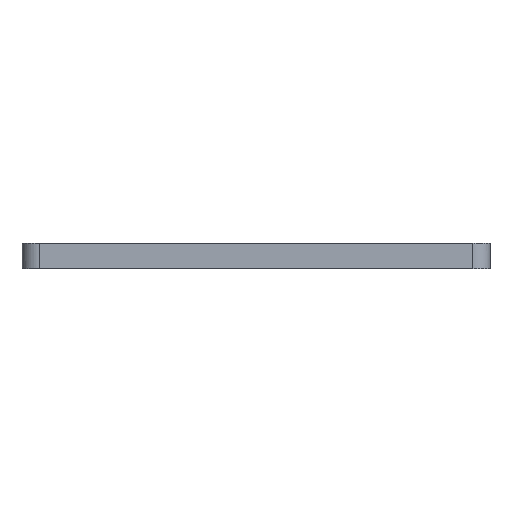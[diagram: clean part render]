
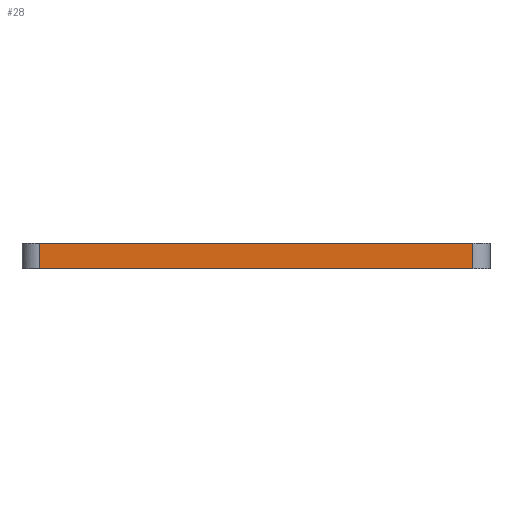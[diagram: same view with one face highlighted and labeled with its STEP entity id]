
A CAD part, front view. The second image highlights one B-rep face of the part: STEP entity #28.
In plain terms, the highlighted planar face has unit normal (0, -1, 0).
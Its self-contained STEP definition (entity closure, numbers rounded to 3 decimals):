
#28=ADVANCED_FACE('',(#80),#851,.T.);
#80=FACE_OUTER_BOUND('',#132,.T.);
#132=EDGE_LOOP('',(#200,#201,#202,#203));
#200=ORIENTED_EDGE('',*,*,#478,.T.);
#201=ORIENTED_EDGE('',*,*,#479,.T.);
#202=ORIENTED_EDGE('',*,*,#474,.F.);
#203=ORIENTED_EDGE('',*,*,#480,.T.);
#474=EDGE_CURVE('',#752,#753,#675,.T.);
#478=EDGE_CURVE('',#756,#757,#677,.T.);
#479=EDGE_CURVE('',#757,#753,#678,.T.);
#480=EDGE_CURVE('',#752,#756,#679,.T.);
#675=B_SPLINE_CURVE_WITH_KNOTS('',1,(#1293,#1294),.UNSPECIFIED.,.F.,.F.,
(2,2),(0.,3.),.UNSPECIFIED.);
#677=B_SPLINE_CURVE_WITH_KNOTS('',1,(#1303,#1304),.UNSPECIFIED.,.F.,.F.,
(2,2),(0.,3.),.UNSPECIFIED.);
#678=B_SPLINE_CURVE_WITH_KNOTS('',1,(#1305,#1306),.UNSPECIFIED.,.F.,.F.,
(2,2),(0.,50.102),.UNSPECIFIED.);
#679=B_SPLINE_CURVE_WITH_KNOTS('',1,(#1307,#1308),.UNSPECIFIED.,.F.,.F.,
(2,2),(0.,50.102),.UNSPECIFIED.);
#752=VERTEX_POINT('',#1203);
#753=VERTEX_POINT('',#1204);
#756=VERTEX_POINT('',#1207);
#757=VERTEX_POINT('',#1208);
#851=PLANE('',#983);
#983=AXIS2_PLACEMENT_3D('',#1075,#1029,$);
#1029=DIRECTION('',(0.,-1.,0.));
#1075=CARTESIAN_POINT('',(-31.586,-10.747,16.5));
#1203=CARTESIAN_POINT('',(-26.575,-10.747,13.2));
#1204=CARTESIAN_POINT('',(-26.575,-10.747,16.2));
#1207=CARTESIAN_POINT('',(23.527,-10.747,13.2));
#1208=CARTESIAN_POINT('',(23.527,-10.747,16.2));
#1293=CARTESIAN_POINT('',(-26.575,-10.747,13.2));
#1294=CARTESIAN_POINT('',(-26.575,-10.747,16.2));
#1303=CARTESIAN_POINT('',(23.527,-10.747,13.2));
#1304=CARTESIAN_POINT('',(23.527,-10.747,16.2));
#1305=CARTESIAN_POINT('',(23.527,-10.747,16.2));
#1306=CARTESIAN_POINT('',(-26.575,-10.747,16.2));
#1307=CARTESIAN_POINT('',(-26.575,-10.747,13.2));
#1308=CARTESIAN_POINT('',(23.527,-10.747,13.2));
